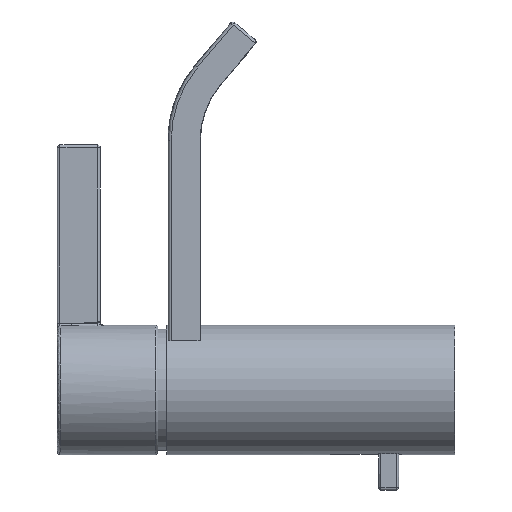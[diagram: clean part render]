
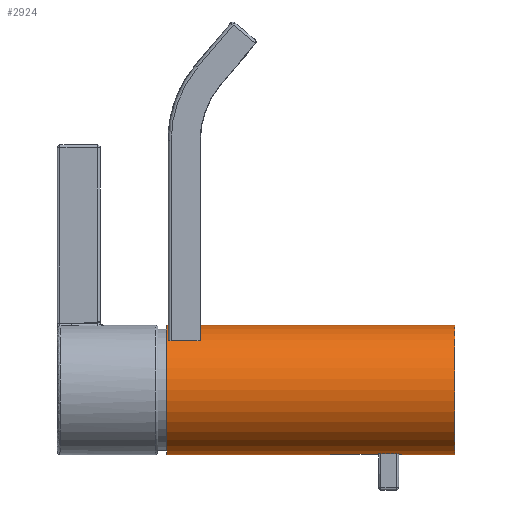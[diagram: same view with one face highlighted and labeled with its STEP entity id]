
A CAD part, left-side view. The second image highlights one B-rep face of the part: STEP entity #2924.
In plain terms, the highlighted cylindrical face has radius 22.5 mm (diameter 45 mm), a partial arc.
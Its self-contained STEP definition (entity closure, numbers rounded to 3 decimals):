
#48 = CARTESIAN_POINT ( 'NONE',  ( 0., 0., -22.5 ) ) ;
#52 = DIRECTION ( 'NONE',  ( 0., -1., 0. ) ) ;
#74 = CARTESIAN_POINT ( 'NONE',  ( 0., 17.75, -22.5 ) ) ;
#102 = DIRECTION ( 'NONE',  ( 0., -1., 0. ) ) ;
#119 = CARTESIAN_POINT ( 'NONE',  ( -1.63, 18.181, -22.442 ) ) ;
#132 = DIRECTION ( 'NONE',  ( 0., -1., 0. ) ) ;
#139 = CARTESIAN_POINT ( 'NONE',  ( -2.92, 19.558, -22.31 ) ) ;
#180 = CARTESIAN_POINT ( 'NONE',  ( -2.449, 18.853, -22.367 ) ) ;
#211 = VECTOR ( 'NONE', #52, 1000. ) ;
#264 = EDGE_CURVE ( 'NONE', #1247, #2870, #4254, .T. ) ;
#282 = VERTEX_POINT ( 'NONE', #2877 ) ;
#314 = CARTESIAN_POINT ( 'NONE',  ( 0., 44.25, -22.5 ) ) ;
#474 = ORIENTED_EDGE ( 'NONE', *, *, #3731, .T. ) ;
#492 = CARTESIAN_POINT ( 'NONE',  ( 0., 44.25, -22.5 ) ) ;
#508 = CARTESIAN_POINT ( 'NONE',  ( -0.212, 17.75, -22.5 ) ) ;
#515 = CARTESIAN_POINT ( 'NONE',  ( -3.25, 41., -22.264 ) ) ;
#545 = CARTESIAN_POINT ( 'NONE',  ( 0., 17.75, -22.5 ) ) ;
#603 = CARTESIAN_POINT ( 'NONE',  ( -1.984, 43.583, -22.413 ) ) ;
#708 = LINE ( 'NONE', #3102, #211 ) ;
#712 = VERTEX_POINT ( 'NONE', #3365 ) ;
#769 = B_SPLINE_CURVE_WITH_KNOTS ( 'NONE', 3,
 ( #74, #508, #1480, #2795, #3448, #3471, #119, #1829, #3512, #180, #1459, #3143, #139, #817, #2160, #1848, #2815, #4129 ),
 .UNSPECIFIED., .F., .F.,
 ( 4, 2, 2, 2, 2, 2, 2, 2, 4 ),
 ( 0.005, 0.006, 0.006, 0.007, 0.008, 0.008, 0.009, 0.01, 0.01 ),
 .UNSPECIFIED. ) ;
#817 = CARTESIAN_POINT ( 'NONE',  ( -3.083, 19.951, -22.288 ) ) ;
#877 = CARTESIAN_POINT ( 'NONE',  ( -3.25, 21., -22.264 ) ) ;
#950 = CARTESIAN_POINT ( 'NONE',  ( -3.229, 41.427, -22.267 ) ) ;
#994 = ORIENTED_EDGE ( 'NONE', *, *, #2930, .F. ) ;
#1105 = EDGE_CURVE ( 'NONE', #1387, #1247, #769, .T. ) ;
#1202 = B_SPLINE_CURVE_WITH_KNOTS ( 'NONE', 3,
 ( #1616, #1266, #950, #2235, #1966, #2277, #2585, #3608, #1223, #2297, #603, #3920, #2954, #4247, #3626, #3300, #3901, #314 ),
 .UNSPECIFIED., .F., .F.,
 ( 4, 2, 2, 2, 2, 2, 2, 2, 4 ),
 ( 0., 0.001, 0.001, 0.002, 0.003, 0.003, 0.004, 0.004, 0.005 ),
 .UNSPECIFIED. ) ;
#1223 = CARTESIAN_POINT ( 'NONE',  ( -2.447, 43.149, -22.367 ) ) ;
#1235 = VERTEX_POINT ( 'NONE', #2573 ) ;
#1247 = VERTEX_POINT ( 'NONE', #877 ) ;
#1266 = CARTESIAN_POINT ( 'NONE',  ( -3.25, 41.215, -22.264 ) ) ;
#1282 = AXIS2_PLACEMENT_3D ( 'NONE', #2497, #102, #3851 ) ;
#1387 = VERTEX_POINT ( 'NONE', #545 ) ;
#1459 = CARTESIAN_POINT ( 'NONE',  ( -2.583, 19.016, -22.352 ) ) ;
#1463 = FACE_OUTER_BOUND ( 'NONE', #4174, .T. ) ;
#1480 = CARTESIAN_POINT ( 'NONE',  ( -0.428, 17.771, -22.497 ) ) ;
#1484 = EDGE_CURVE ( 'NONE', #1387, #3042, #2888, .T. ) ;
#1485 = CYLINDRICAL_SURFACE ( 'NONE', #1282, 22.5 ) ;
#1505 = AXIS2_PLACEMENT_3D ( 'NONE', #2506, #132, #4210 ) ;
#1525 = DIRECTION ( 'NONE',  ( 0., -1., 0. ) ) ;
#1616 = CARTESIAN_POINT ( 'NONE',  ( -3.25, 41., -22.264 ) ) ;
#1780 = CIRCLE ( 'NONE', #3104, 22.5 ) ;
#1783 = EDGE_CURVE ( 'NONE', #712, #282, #708, .T. ) ;
#1829 = CARTESIAN_POINT ( 'NONE',  ( -1.982, 18.416, -22.413 ) ) ;
#1848 = CARTESIAN_POINT ( 'NONE',  ( -3.228, 20.57, -22.267 ) ) ;
#1854 = CARTESIAN_POINT ( 'NONE',  ( 0., 0., 0. ) ) ;
#1885 = DIRECTION ( 'NONE',  ( 0., 1., 0. ) ) ;
#1924 = CIRCLE ( 'NONE', #1505, 22.5 ) ;
#1966 = CARTESIAN_POINT ( 'NONE',  ( -3.083, 42.049, -22.288 ) ) ;
#2027 = ORIENTED_EDGE ( 'NONE', *, *, #3727, .T. ) ;
#2154 = DIRECTION ( 'NONE',  ( 0., -1., 0. ) ) ;
#2160 = CARTESIAN_POINT ( 'NONE',  ( -3.145, 20.153, -22.279 ) ) ;
#2167 = ORIENTED_EDGE ( 'NONE', *, *, #1783, .F. ) ;
#2170 = VECTOR ( 'NONE', #1885, 1000. ) ;
#2210 = VECTOR ( 'NONE', #2154, 1000. ) ;
#2235 = CARTESIAN_POINT ( 'NONE',  ( -3.146, 41.842, -22.279 ) ) ;
#2277 = CARTESIAN_POINT ( 'NONE',  ( -2.92, 42.443, -22.31 ) ) ;
#2297 = CARTESIAN_POINT ( 'NONE',  ( -2.147, 43.449, -22.398 ) ) ;
#2497 = CARTESIAN_POINT ( 'NONE',  ( 0., 0., 0. ) ) ;
#2506 = CARTESIAN_POINT ( 'NONE',  ( 0., 100., 0. ) ) ;
#2540 = CARTESIAN_POINT ( 'NONE',  ( 0., 0., -22.5 ) ) ;
#2573 = CARTESIAN_POINT ( 'NONE',  ( 0., 100., -22.5 ) ) ;
#2585 = CARTESIAN_POINT ( 'NONE',  ( -2.82, 42.629, -22.323 ) ) ;
#2657 = EDGE_CURVE ( 'NONE', #2870, #2846, #1202, .T. ) ;
#2795 = CARTESIAN_POINT ( 'NONE',  ( -0.844, 17.854, -22.485 ) ) ;
#2815 = CARTESIAN_POINT ( 'NONE',  ( -3.25, 20.785, -22.264 ) ) ;
#2846 = VERTEX_POINT ( 'NONE', #492 ) ;
#2870 = VERTEX_POINT ( 'NONE', #515 ) ;
#2873 = CARTESIAN_POINT ( 'NONE',  ( 0., 0., -22.5 ) ) ;
#2877 = CARTESIAN_POINT ( 'NONE',  ( 0., 0., 22.5 ) ) ;
#2888 = LINE ( 'NONE', #2540, #4137 ) ;
#2924 = ADVANCED_FACE ( 'NONE', ( #1463 ), #1485, .T. ) ;
#2930 = EDGE_CURVE ( 'NONE', #282, #3042, #1780, .T. ) ;
#2954 = CARTESIAN_POINT ( 'NONE',  ( -1.44, 43.921, -22.455 ) ) ;
#3042 = VERTEX_POINT ( 'NONE', #48 ) ;
#3102 = CARTESIAN_POINT ( 'NONE',  ( 0., 0., 22.5 ) ) ;
#3104 = AXIS2_PLACEMENT_3D ( 'NONE', #1854, #1525, #4115 ) ;
#3143 = CARTESIAN_POINT ( 'NONE',  ( -2.818, 19.368, -22.323 ) ) ;
#3178 = LINE ( 'NONE', #2873, #2210 ) ;
#3245 = CARTESIAN_POINT ( 'NONE',  ( -3.25, 0., -22.264 ) ) ;
#3300 = CARTESIAN_POINT ( 'NONE',  ( -0.423, 44.229, -22.497 ) ) ;
#3365 = CARTESIAN_POINT ( 'NONE',  ( 0., 100., 22.5 ) ) ;
#3448 = CARTESIAN_POINT ( 'NONE',  ( -1.047, 17.916, -22.476 ) ) ;
#3471 = CARTESIAN_POINT ( 'NONE',  ( -1.441, 18.079, -22.455 ) ) ;
#3512 = CARTESIAN_POINT ( 'NONE',  ( -2.146, 18.55, -22.398 ) ) ;
#3608 = CARTESIAN_POINT ( 'NONE',  ( -2.584, 42.982, -22.351 ) ) ;
#3623 = ORIENTED_EDGE ( 'NONE', *, *, #1105, .F. ) ;
#3626 = CARTESIAN_POINT ( 'NONE',  ( -0.843, 44.146, -22.485 ) ) ;
#3727 = EDGE_CURVE ( 'NONE', #1235, #2846, #3178, .T. ) ;
#3731 = EDGE_CURVE ( 'NONE', #712, #1235, #1924, .T. ) ;
#3774 = DIRECTION ( 'NONE',  ( 0., -1., 0. ) ) ;
#3851 = DIRECTION ( 'NONE',  ( 0., 0., -1. ) ) ;
#3901 = CARTESIAN_POINT ( 'NONE',  ( -0.212, 44.25, -22.5 ) ) ;
#3916 = ORIENTED_EDGE ( 'NONE', *, *, #264, .F. ) ;
#3920 = CARTESIAN_POINT ( 'NONE',  ( -1.628, 43.821, -22.442 ) ) ;
#4115 = DIRECTION ( 'NONE',  ( 0., 0., -1. ) ) ;
#4129 = CARTESIAN_POINT ( 'NONE',  ( -3.25, 21., -22.264 ) ) ;
#4137 = VECTOR ( 'NONE', #3774, 1000. ) ;
#4174 = EDGE_LOOP ( 'NONE', ( #2167, #474, #2027, #4250, #3916, #3623, #4306, #994 ) ) ;
#4210 = DIRECTION ( 'NONE',  ( 0., 0., -1. ) ) ;
#4247 = CARTESIAN_POINT ( 'NONE',  ( -1.049, 44.083, -22.476 ) ) ;
#4250 = ORIENTED_EDGE ( 'NONE', *, *, #2657, .F. ) ;
#4254 = LINE ( 'NONE', #3245, #2170 ) ;
#4306 = ORIENTED_EDGE ( 'NONE', *, *, #1484, .T. ) ;
